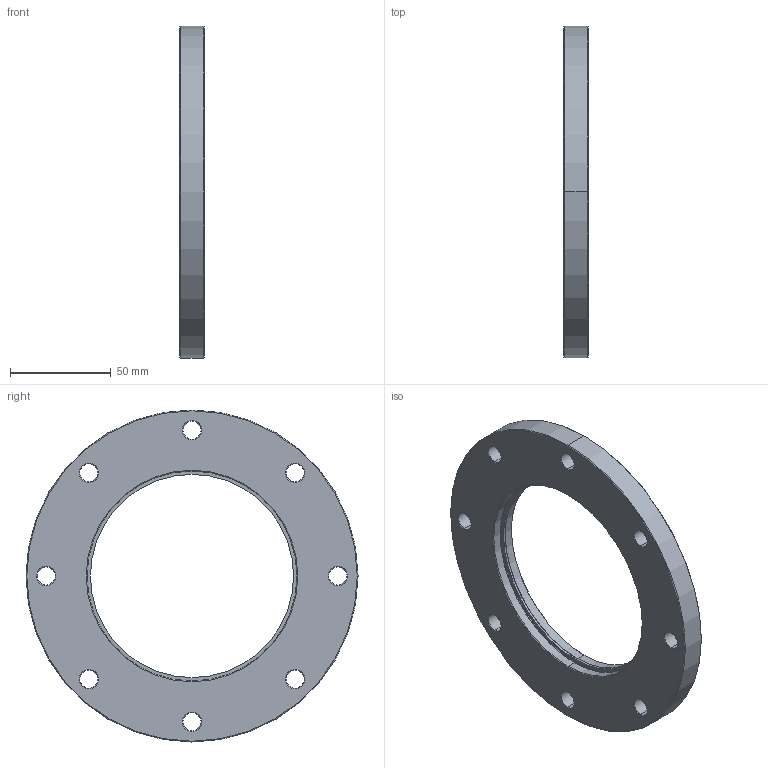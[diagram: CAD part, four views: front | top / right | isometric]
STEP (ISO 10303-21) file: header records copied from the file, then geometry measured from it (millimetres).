
FILE_DESCRIPTION (( 'STEP AP214' ), '1' );
FILE_NAME ('Hositrad_ISO-F100-104.STEP', '2013-02-25T10:05:40', ( '' ), ( '' ), 'SwSTEP 2.0', 'SolidWorks 2013', '' );
FILE_SCHEMA (( 'AUTOMOTIVE_DESIGN' ));
Length unit declared in the file: millimetre
Products named in the file (1): Hositrad_ISO-F100-104
Bounding box: 12 x 165 x 165 mm (x, y, z)
Volume: 150386.5 mm3; surface area: 38090.9 mm2
Topology: 1 solids, 1 shells, 74 faces, 164 edges, 94 vertices
Faces by surface type: cone 42, cylinder 24, torus 4, plane 4
Entity records: 2108 total; most frequent: DIRECTION 412, CARTESIAN_POINT 333, ORIENTED_EDGE 328, AXIS2_PLACEMENT_3D 173, EDGE_CURVE 164, CIRCLE 98, VERTEX_POINT 94, EDGE_LOOP 94
